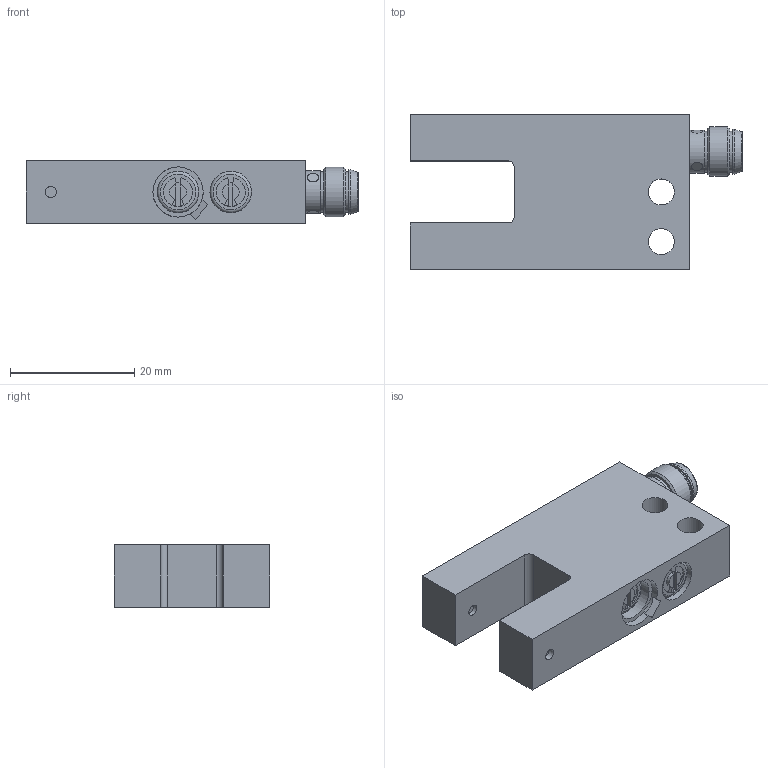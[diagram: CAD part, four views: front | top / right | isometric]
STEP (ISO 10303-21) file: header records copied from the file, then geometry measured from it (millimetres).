
FILE_DESCRIPTION(/* description */ (''),/* implementation_level */ '2;1');
FILE_NAME(/* name */ 'OGU 01x G3-T3.stp',/* time_stamp */ '2018-11-19T07:09:31+01:00',/* author */ ('ck'),/* organization */ ('di-soric GmbH & Co. KG'),/* preprocessor_version */ 'ST-DEVELOPER v17.2',/* originating_system */ 'Autodesk Inventor 2019',/* authorisation */ '');
FILE_SCHEMA (('AUTOMOTIVE_DESIGN { 1 0 10303 214 3 1 1 }'));
Length unit declared in the file: millimetre
Products named in the file (1): OGU 01x RNA
Bounding box: 53.5 x 25 x 10 mm (x, y, z)
Volume: 9253.5 mm3; surface area: 4644.6 mm2
Topology: 1 solids, 5 shells, 187 faces, 458 edges, 303 vertices
Faces by surface type: plane 102, cylinder 75, cone 5, sphere 3, torus 2
Full cylindrical faces by diameter (mm): 1 x3, 1.8 x4, 2 x2, 4.2 x2, 5.7 x1, 5.8 x2, 6.4 x1, 6.6 x4, 6.7 x4, 6.9 x1, 7.2 x1, 8 x1, 8.1 x1
Entity records: 5999 total; most frequent: CARTESIAN_POINT 1252, DIRECTION 986, ORIENTED_EDGE 910, EDGE_CURVE 455, AXIS2_PLACEMENT_3D 382, VERTEX_POINT 303, EDGE_LOOP 222, LINE 222
